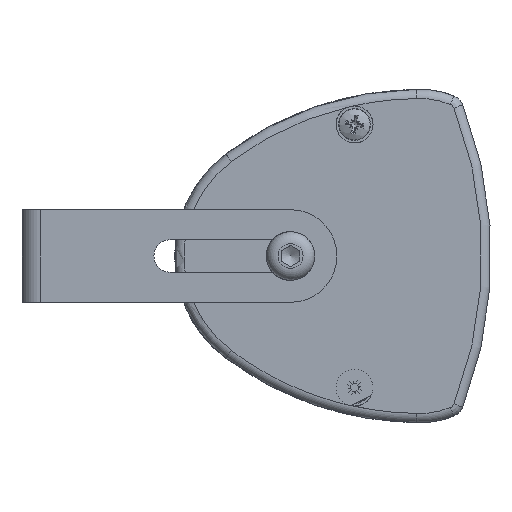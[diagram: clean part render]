
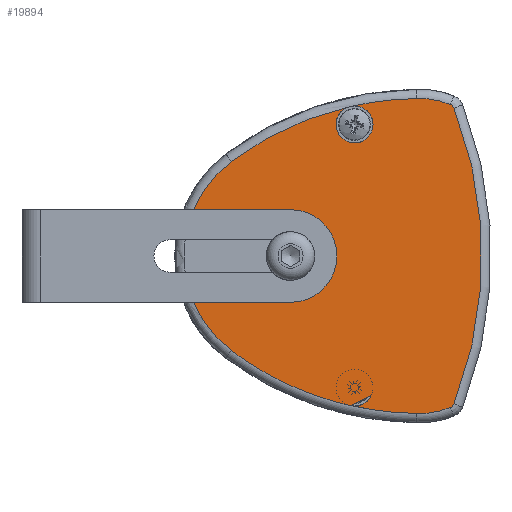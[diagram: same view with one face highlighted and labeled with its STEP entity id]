
A CAD part, front view. The second image highlights one B-rep face of the part: STEP entity #19894.
In plain terms, the highlighted planar face has unit normal (0, -1, 0).
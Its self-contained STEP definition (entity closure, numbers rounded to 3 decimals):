
#1458=PLANE('',#21598);
#2451=FACE_OUTER_BOUND('',#3561,.T.);
#3561=EDGE_LOOP('',(#16279,#16280,#16281,#16282,#16283,#16284,#16285,#16286,
#16287,#16288,#16289,#16290,#16291,#16292,#16293,#16294,#16295,#16296));
#4501=CIRCLE('',#21572,10.);
#4512=CIRCLE('',#21599,25.5);
#4513=CIRCLE('',#21600,68.);
#4514=CIRCLE('',#21601,4.);
#4515=CIRCLE('',#21602,4.);
#4516=CIRCLE('',#21603,68.);
#4517=CIRCLE('',#21604,18.);
#4518=CIRCLE('',#21605,1.4);
#4519=CIRCLE('',#21606,87.7);
#4520=CIRCLE('',#21607,1.4);
#4521=CIRCLE('',#21608,18.);
#4522=CIRCLE('',#21609,68.);
#4523=CIRCLE('',#21610,4.);
#4524=CIRCLE('',#21611,4.);
#4525=CIRCLE('',#21612,68.);
#4526=CIRCLE('',#21613,25.5);
#5542=LINE('',#41242,#6634);
#5562=LINE('',#41302,#6654);
#6634=VECTOR('',#25683,10.);
#6654=VECTOR('',#25751,10.);
#8571=VERTEX_POINT('',#41192);
#8574=VERTEX_POINT('',#41198);
#8586=VERTEX_POINT('',#41235);
#8587=VERTEX_POINT('',#41236);
#8604=VERTEX_POINT('',#41304);
#8605=VERTEX_POINT('',#41306);
#8606=VERTEX_POINT('',#41308);
#8607=VERTEX_POINT('',#41311);
#8608=VERTEX_POINT('',#41313);
#8609=VERTEX_POINT('',#41315);
#8610=VERTEX_POINT('',#41317);
#8611=VERTEX_POINT('',#41319);
#8612=VERTEX_POINT('',#41321);
#8613=VERTEX_POINT('',#41323);
#8614=VERTEX_POINT('',#41325);
#8615=VERTEX_POINT('',#41328);
#11212=EDGE_CURVE('',#8586,#8587,#4501,.T.);
#11216=EDGE_CURVE('',#8587,#8571,#5542,.T.);
#11246=EDGE_CURVE('',#8574,#8586,#5562,.T.);
#11247=EDGE_CURVE('',#8571,#8604,#4512,.T.);
#11248=EDGE_CURVE('',#8604,#8605,#4513,.T.);
#11249=EDGE_CURVE('',#8606,#8605,#4514,.T.);
#11250=EDGE_CURVE('',#8605,#8606,#4515,.T.);
#11251=EDGE_CURVE('',#8605,#8607,#4516,.T.);
#11252=EDGE_CURVE('',#8607,#8608,#4517,.T.);
#11253=EDGE_CURVE('',#8608,#8609,#4518,.T.);
#11254=EDGE_CURVE('',#8609,#8610,#4519,.T.);
#11255=EDGE_CURVE('',#8610,#8611,#4520,.T.);
#11256=EDGE_CURVE('',#8611,#8612,#4521,.T.);
#11257=EDGE_CURVE('',#8612,#8613,#4522,.T.);
#11258=EDGE_CURVE('',#8614,#8613,#4523,.T.);
#11259=EDGE_CURVE('',#8613,#8614,#4524,.T.);
#11260=EDGE_CURVE('',#8613,#8615,#4525,.T.);
#11261=EDGE_CURVE('',#8615,#8574,#4526,.T.);
#16279=ORIENTED_EDGE('',*,*,#11216,.T.);
#16280=ORIENTED_EDGE('',*,*,#11247,.T.);
#16281=ORIENTED_EDGE('',*,*,#11248,.T.);
#16282=ORIENTED_EDGE('',*,*,#11249,.F.);
#16283=ORIENTED_EDGE('',*,*,#11250,.F.);
#16284=ORIENTED_EDGE('',*,*,#11251,.T.);
#16285=ORIENTED_EDGE('',*,*,#11252,.T.);
#16286=ORIENTED_EDGE('',*,*,#11253,.T.);
#16287=ORIENTED_EDGE('',*,*,#11254,.T.);
#16288=ORIENTED_EDGE('',*,*,#11255,.T.);
#16289=ORIENTED_EDGE('',*,*,#11256,.T.);
#16290=ORIENTED_EDGE('',*,*,#11257,.T.);
#16291=ORIENTED_EDGE('',*,*,#11258,.F.);
#16292=ORIENTED_EDGE('',*,*,#11259,.F.);
#16293=ORIENTED_EDGE('',*,*,#11260,.T.);
#16294=ORIENTED_EDGE('',*,*,#11261,.T.);
#16295=ORIENTED_EDGE('',*,*,#11246,.T.);
#16296=ORIENTED_EDGE('',*,*,#11212,.T.);
#19894=ADVANCED_FACE('',(#2451),#1458,.T.);
#21572=AXIS2_PLACEMENT_3D('',#41237,#25676,#25677);
#21598=AXIS2_PLACEMENT_3D('',#41303,#25752,#25753);
#21599=AXIS2_PLACEMENT_3D('',#41305,#25754,#25755);
#21600=AXIS2_PLACEMENT_3D('',#41307,#25756,#25757);
#21601=AXIS2_PLACEMENT_3D('',#41309,#25758,#25759);
#21602=AXIS2_PLACEMENT_3D('',#41310,#25760,#25761);
#21603=AXIS2_PLACEMENT_3D('',#41312,#25762,#25763);
#21604=AXIS2_PLACEMENT_3D('',#41314,#25764,#25765);
#21605=AXIS2_PLACEMENT_3D('',#41316,#25766,#25767);
#21606=AXIS2_PLACEMENT_3D('',#41318,#25768,#25769);
#21607=AXIS2_PLACEMENT_3D('',#41320,#25770,#25771);
#21608=AXIS2_PLACEMENT_3D('',#41322,#25772,#25773);
#21609=AXIS2_PLACEMENT_3D('',#41324,#25774,#25775);
#21610=AXIS2_PLACEMENT_3D('',#41326,#25776,#25777);
#21611=AXIS2_PLACEMENT_3D('',#41327,#25778,#25779);
#21612=AXIS2_PLACEMENT_3D('',#41329,#25780,#25781);
#21613=AXIS2_PLACEMENT_3D('',#41330,#25782,#25783);
#25676=DIRECTION('center_axis',(0.,1.,0.));
#25677=DIRECTION('ref_axis',(0.,0.,-1.));
#25683=DIRECTION('',(-1.,0.,0.));
#25751=DIRECTION('',(1.,0.,0.));
#25752=DIRECTION('center_axis',(0.,-1.,0.));
#25753=DIRECTION('ref_axis',(1.,0.,0.));
#25754=DIRECTION('center_axis',(0.,-1.,0.));
#25755=DIRECTION('ref_axis',(-0.6,0.,0.8));
#25756=DIRECTION('center_axis',(0.,-1.,0.));
#25757=DIRECTION('ref_axis',(-0.6,0.,-0.8));
#25758=DIRECTION('center_axis',(0.,-1.,0.));
#25759=DIRECTION('ref_axis',(-1.,0.,0.));
#25760=DIRECTION('center_axis',(0.,-1.,0.));
#25761=DIRECTION('ref_axis',(-1.,0.,0.));
#25762=DIRECTION('center_axis',(0.,-1.,0.));
#25763=DIRECTION('ref_axis',(-0.222,0.,-0.975));
#25764=DIRECTION('center_axis',(0.,-1.,0.));
#25765=DIRECTION('ref_axis',(-0.035,0.,-0.999));
#25766=DIRECTION('center_axis',(0.,-1.,0.));
#25767=DIRECTION('ref_axis',(0.371,0.,-0.928));
#25768=DIRECTION('center_axis',(0.,-1.,0.));
#25769=DIRECTION('ref_axis',(0.931,0.,-0.364));
#25770=DIRECTION('center_axis',(0.,-1.,0.));
#25771=DIRECTION('ref_axis',(0.931,0.,0.364));
#25772=DIRECTION('center_axis',(0.,-1.,0.));
#25773=DIRECTION('ref_axis',(0.371,0.,0.928));
#25774=DIRECTION('center_axis',(0.,-1.,0.));
#25775=DIRECTION('ref_axis',(-0.012,0.,1.));
#25776=DIRECTION('center_axis',(0.,-1.,0.));
#25777=DIRECTION('ref_axis',(-0.222,0.,0.975));
#25778=DIRECTION('center_axis',(0.,-1.,0.));
#25779=DIRECTION('ref_axis',(-0.222,0.,0.975));
#25780=DIRECTION('center_axis',(0.,-1.,0.));
#25781=DIRECTION('ref_axis',(-0.222,0.,0.975));
#25782=DIRECTION('center_axis',(0.,-1.,0.));
#25783=DIRECTION('ref_axis',(-0.6,0.,0.8));
#41192=CARTESIAN_POINT('',(-26.425,-207.,-12.704));
#41198=CARTESIAN_POINT('',(-26.425,-207.,7.296));
#41235=CARTESIAN_POINT('',(-5.468,-207.,7.296));
#41236=CARTESIAN_POINT('',(-5.468,-207.,-12.704));
#41237=CARTESIAN_POINT('Origin',(-5.468,-207.,-2.704));
#41242=CARTESIAN_POINT('',(-14.484,-207.,-12.704));
#41302=CARTESIAN_POINT('',(-14.484,-207.,7.296));
#41303=CARTESIAN_POINT('Origin',(0.,-207.,-5.408));
#41304=CARTESIAN_POINT('',(-18.268,-207.,-23.104));
#41305=CARTESIAN_POINT('Origin',(-2.968,-207.,-2.704));
#41306=CARTESIAN_POINT('',(7.46,-207.,-35.013));
#41307=CARTESIAN_POINT('Origin',(22.532,-207.,31.296));
#41308=CARTESIAN_POINT('',(12.347,-207.,-31.112));
#41309=CARTESIAN_POINT('Origin',(8.347,-207.,-31.112));
#41310=CARTESIAN_POINT('Origin',(8.347,-207.,-31.112));
#41311=CARTESIAN_POINT('',(21.743,-207.,-36.699));
#41312=CARTESIAN_POINT('Origin',(22.532,-207.,31.296));
#41313=CARTESIAN_POINT('',(29.05,-207.,-35.423));
#41314=CARTESIAN_POINT('Origin',(22.366,-207.,-18.71));
#41315=CARTESIAN_POINT('',(29.834,-207.,-34.633));
#41316=CARTESIAN_POINT('Origin',(28.53,-207.,-34.123));
#41317=CARTESIAN_POINT('',(29.834,-207.,29.225));
#41318=CARTESIAN_POINT('Origin',(-51.847,-207.,-2.704));
#41319=CARTESIAN_POINT('',(29.05,-207.,30.015));
#41320=CARTESIAN_POINT('Origin',(28.53,-207.,28.715));
#41321=CARTESIAN_POINT('',(21.743,-207.,31.291));
#41322=CARTESIAN_POINT('Origin',(22.366,-207.,13.302));
#41323=CARTESIAN_POINT('',(7.461,-207.,29.605));
#41324=CARTESIAN_POINT('Origin',(22.532,-207.,-36.704));
#41325=CARTESIAN_POINT('',(12.347,-207.,25.704));
#41326=CARTESIAN_POINT('Origin',(8.347,-207.,25.704));
#41327=CARTESIAN_POINT('Origin',(8.347,-207.,25.704));
#41328=CARTESIAN_POINT('',(-18.268,-207.,17.696));
#41329=CARTESIAN_POINT('Origin',(22.532,-207.,-36.704));
#41330=CARTESIAN_POINT('Origin',(-2.968,-207.,-2.704));
